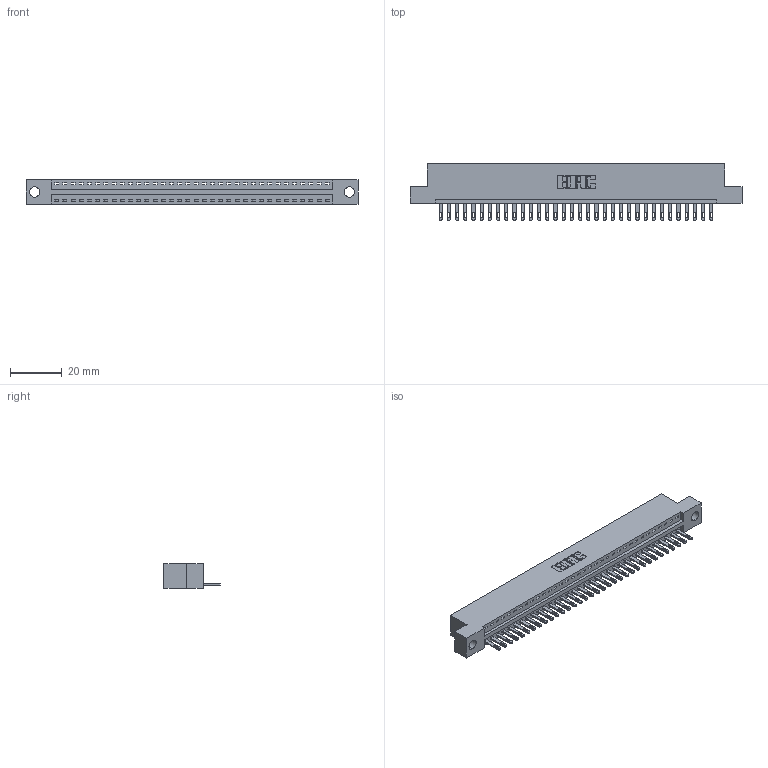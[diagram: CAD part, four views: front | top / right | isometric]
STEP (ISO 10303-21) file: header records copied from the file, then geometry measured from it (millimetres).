
FILE_DESCRIPTION (( 'STEP AP203' ), '1' );
FILE_NAME ('896-034-500-104.STEP', '2021-07-27T19:38:40', ( '' ), ( '' ), 'SwSTEP 2.0', 'SolidWorks 2020', '' );
FILE_SCHEMA (( 'CONFIG_CONTROL_DESIGN' ));
Length unit declared in the file: inch
Products named in the file (3): 896-034-500-104; 345-292-001_345-293-100; 846 Part_Flush Mounting Lugs - 0.156 Dia-TH
Assembly tree (35 placements, depth 2):
  896-034-500-104
    846 Part_Flush Mounting Lugs - 0.156 Dia-TH
    345-292-001_345-293-100  x34
Bounding box: 128.52 x 21.84 x 9.4 mm (x, y, z)
Volume: 12180.7 mm3; surface area: 15022.1 mm2
Topology: 35 solids, 35 shells, 1958 faces, 6041 edges, 4026 vertices
Faces by surface type: plane 1232, cylinder 726
Entity records: 22111 total; most frequent: CARTESIAN_POINT 3798, ORIENTED_EDGE 3766, DIRECTION 3363, EDGE_CURVE 1883, LINE 1611, VECTOR 1611, VERTEX_POINT 1254, AXIS2_PLACEMENT_3D 876
